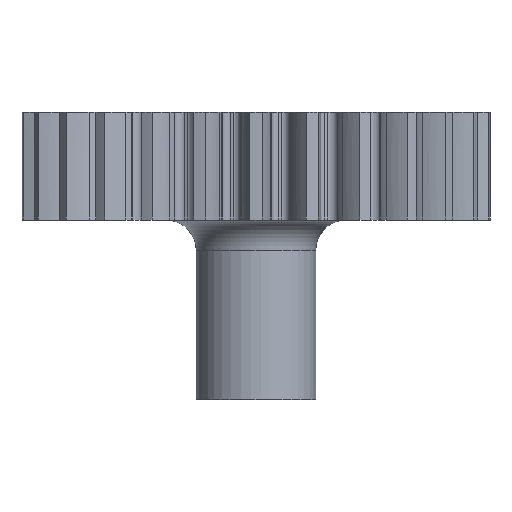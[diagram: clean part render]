
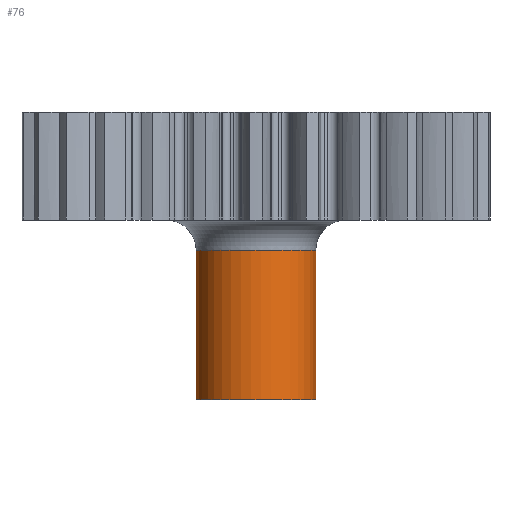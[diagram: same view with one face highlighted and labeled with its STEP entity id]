
A CAD part, left-side view. The second image highlights one B-rep face of the part: STEP entity #76.
In plain terms, the highlighted cylindrical face has radius 10 mm (diameter 20 mm), a partial arc.
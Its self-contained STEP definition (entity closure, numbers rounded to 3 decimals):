
#21 = EDGE_CURVE('',#22,#24,#26,.T.);
#22 = VERTEX_POINT('',#23);
#23 = CARTESIAN_POINT('',(9.488,-3.158,-5.));
#24 = VERTEX_POINT('',#25);
#25 = CARTESIAN_POINT('',(9.488,3.158,-5.));
#26 = CIRCLE('',#27,10.);
#27 = AXIS2_PLACEMENT_3D('',#28,#29,#30);
#28 = CARTESIAN_POINT('',(0.,0.,-5.));
#29 = DIRECTION('',(0.,0.,-1.));
#30 = DIRECTION('',(1.,0.,0.));
#76 = ADVANCED_FACE('',(#77),#103,.T.);
#77 = FACE_BOUND('',#78,.F.);
#78 = EDGE_LOOP('',(#79,#80,#88,#97));
#79 = ORIENTED_EDGE('',*,*,#21,.F.);
#80 = ORIENTED_EDGE('',*,*,#81,.F.);
#81 = EDGE_CURVE('',#82,#22,#84,.T.);
#82 = VERTEX_POINT('',#83);
#83 = CARTESIAN_POINT('',(9.488,-3.158,-30.));
#84 = LINE('',#85,#86);
#85 = CARTESIAN_POINT('',(9.488,-3.158,-30.));
#86 = VECTOR('',#87,1.);
#87 = DIRECTION('',(0.,0.,1.));
#88 = ORIENTED_EDGE('',*,*,#89,.T.);
#89 = EDGE_CURVE('',#82,#90,#92,.T.);
#90 = VERTEX_POINT('',#91);
#91 = CARTESIAN_POINT('',(9.488,3.158,-30.));
#92 = CIRCLE('',#93,10.);
#93 = AXIS2_PLACEMENT_3D('',#94,#95,#96);
#94 = CARTESIAN_POINT('',(0.,0.,-30.));
#95 = DIRECTION('',(0.,0.,-1.));
#96 = DIRECTION('',(1.,0.,0.));
#97 = ORIENTED_EDGE('',*,*,#98,.F.);
#98 = EDGE_CURVE('',#24,#90,#99,.T.);
#99 = LINE('',#100,#101);
#100 = CARTESIAN_POINT('',(9.488,3.158,-5.));
#101 = VECTOR('',#102,1.);
#102 = DIRECTION('',(-0.,-0.,-1.));
#103 = CYLINDRICAL_SURFACE('',#104,10.);
#104 = AXIS2_PLACEMENT_3D('',#105,#106,#107);
#105 = CARTESIAN_POINT('',(0.,0.,0.));
#106 = DIRECTION('',(0.,0.,1.));
#107 = DIRECTION('',(1.,0.,0.));
